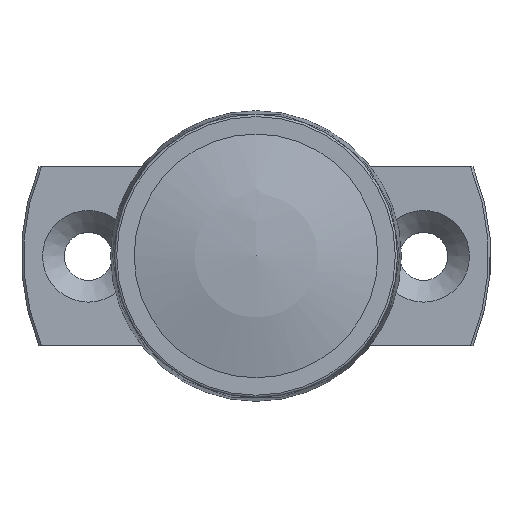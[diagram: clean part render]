
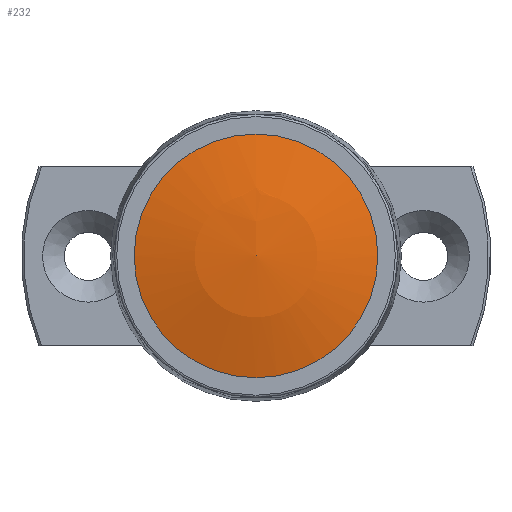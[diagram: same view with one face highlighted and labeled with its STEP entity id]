
A CAD part, top view. The second image highlights one B-rep face of the part: STEP entity #232.
In plain terms, the highlighted spherical face has radius 39.101 mm.
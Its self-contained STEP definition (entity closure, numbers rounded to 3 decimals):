
#232 = ADVANCED_FACE( '', ( #513 ), #514, .T. );
#513 = FACE_OUTER_BOUND( '', #802, .T. );
#514 = SPHERICAL_SURFACE( '', #803, 39.101 );
#802 = EDGE_LOOP( '', ( #1308 ) );
#803 = AXIS2_PLACEMENT_3D( '', #1309, #1310, #1311 );
#1308 = ORIENTED_EDGE( '', *, *, #1384, .T. );
#1309 = CARTESIAN_POINT( '', ( 0., 0., -16.601 ) );
#1310 = DIRECTION( '', ( 0., 0., 1. ) );
#1311 = DIRECTION( '', ( 0., 1., 0. ) );
#1384 = EDGE_CURVE( '', #1590, #1590, #1591, .T. );
#1590 = VERTEX_POINT( '', #1874 );
#1591 = CIRCLE( '', #1875, 10.9 );
#1874 = CARTESIAN_POINT( '', ( 10.9, 0., 20.95 ) );
#1875 = AXIS2_PLACEMENT_3D( '', #2222, #2223, #2224 );
#2222 = CARTESIAN_POINT( '', ( 0., 0., 20.95 ) );
#2223 = DIRECTION( '', ( 0., 0., 1. ) );
#2224 = DIRECTION( '', ( 1., 0., 0. ) );
